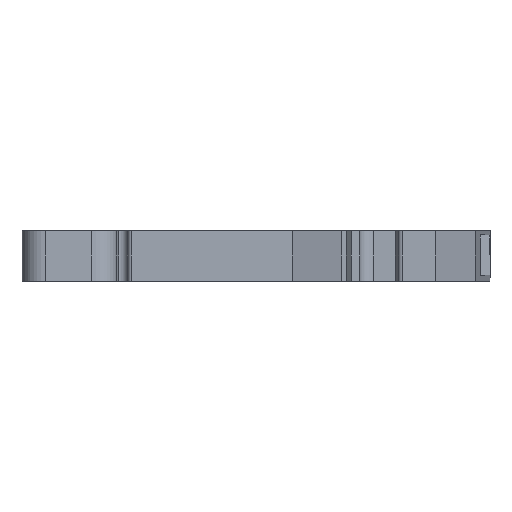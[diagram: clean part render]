
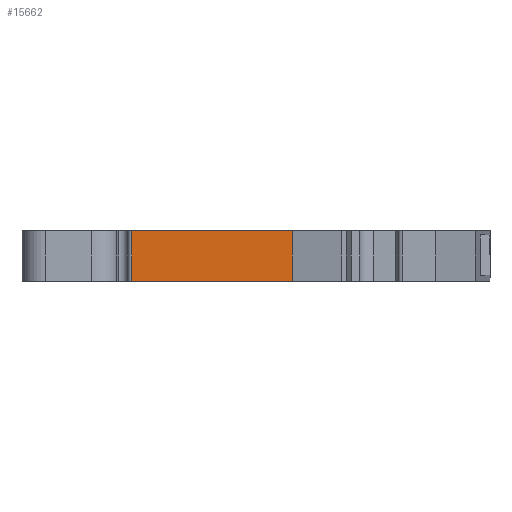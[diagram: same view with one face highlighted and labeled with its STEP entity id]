
A CAD part, front view. The second image highlights one B-rep face of the part: STEP entity #15662.
In plain terms, the highlighted planar face has unit normal (0, -1, 0).
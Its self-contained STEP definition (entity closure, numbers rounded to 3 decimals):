
#1379 = EDGE_CURVE ( 'NONE', #9231, #2869, #10834, .T. ) ;
#1800 = PLANE ( 'NONE',  #12448 ) ;
#2246 = ORIENTED_EDGE ( 'NONE', *, *, #1379, .F. ) ;
#2376 = CARTESIAN_POINT ( 'NONE',  ( 0., 0., -3. ) ) ;
#2435 = LINE ( 'NONE', #2376, #10291 ) ;
#2869 = VERTEX_POINT ( 'NONE', #3491 ) ;
#2976 = CARTESIAN_POINT ( 'NONE',  ( 4., 0., 3. ) ) ;
#3322 = DIRECTION ( 'NONE',  ( 0., 1., 0. ) ) ;
#3337 = FACE_OUTER_BOUND ( 'NONE', #11214, .T. ) ;
#3491 = CARTESIAN_POINT ( 'NONE',  ( 4., 0., 3. ) ) ;
#4206 = LINE ( 'NONE', #14971, #14905 ) ;
#6965 = VECTOR ( 'NONE', #7207, 1000. ) ;
#7207 = DIRECTION ( 'NONE',  ( 1., 0., 0. ) ) ;
#8417 = VERTEX_POINT ( 'NONE', #13964 ) ;
#9231 = VERTEX_POINT ( 'NONE', #11346 ) ;
#9536 = EDGE_CURVE ( 'NONE', #2869, #16247, #15518, .T. ) ;
#10291 = VECTOR ( 'NONE', #12582, 1000. ) ;
#10834 = LINE ( 'NONE', #18289, #6965 ) ;
#11214 = EDGE_LOOP ( 'NONE', ( #12154, #15053, #11959, #2246 ) ) ;
#11346 = CARTESIAN_POINT ( 'NONE',  ( -15.1, 0., 3. ) ) ;
#11675 = VECTOR ( 'NONE', #13183, 1000. ) ;
#11959 = ORIENTED_EDGE ( 'NONE', *, *, #9536, .F. ) ;
#12078 = CARTESIAN_POINT ( 'NONE',  ( 0., 0., 3. ) ) ;
#12154 = ORIENTED_EDGE ( 'NONE', *, *, #13740, .F. ) ;
#12448 = AXIS2_PLACEMENT_3D ( 'NONE', #12078, #3322, #13535 ) ;
#12582 = DIRECTION ( 'NONE',  ( 1., 0., 0. ) ) ;
#12598 = EDGE_CURVE ( 'NONE', #8417, #16247, #2435, .T. ) ;
#13183 = DIRECTION ( 'NONE',  ( 0., 0., -1. ) ) ;
#13535 = DIRECTION ( 'NONE',  ( -1., 0., 0. ) ) ;
#13740 = EDGE_CURVE ( 'NONE', #8417, #9231, #4206, .T. ) ;
#13964 = CARTESIAN_POINT ( 'NONE',  ( -15.1, 0., -3. ) ) ;
#14905 = VECTOR ( 'NONE', #16390, 1000. ) ;
#14971 = CARTESIAN_POINT ( 'NONE',  ( -15.1, 0., 3. ) ) ;
#15053 = ORIENTED_EDGE ( 'NONE', *, *, #12598, .T. ) ;
#15518 = LINE ( 'NONE', #2976, #11675 ) ;
#15662 = ADVANCED_FACE ( 'NONE', ( #3337 ), #1800, .F. ) ;
#16247 = VERTEX_POINT ( 'NONE', #16326 ) ;
#16326 = CARTESIAN_POINT ( 'NONE',  ( 4., 0., -3. ) ) ;
#16390 = DIRECTION ( 'NONE',  ( 0., 0., 1. ) ) ;
#18289 = CARTESIAN_POINT ( 'NONE',  ( 0., 0., 3. ) ) ;
